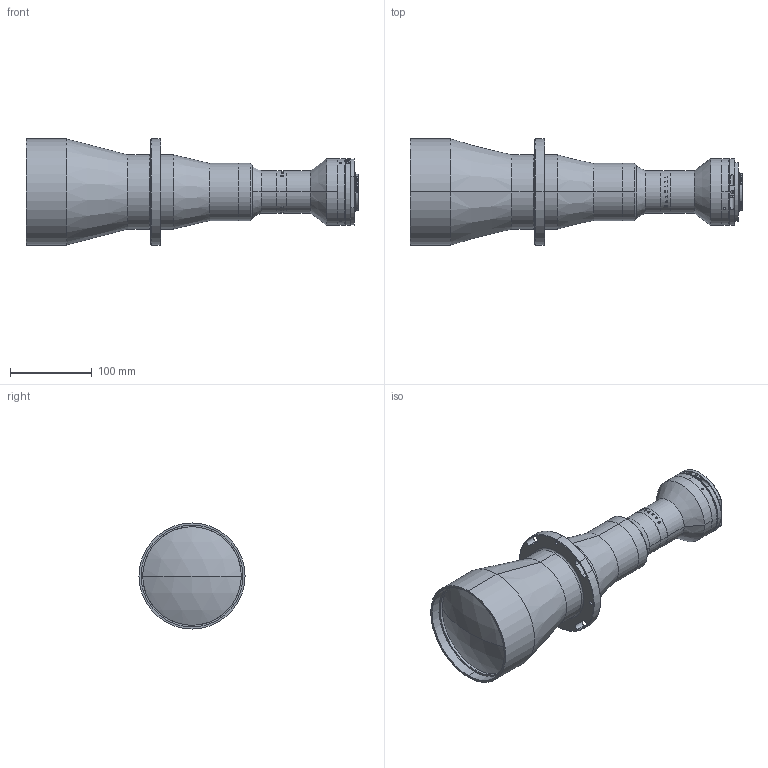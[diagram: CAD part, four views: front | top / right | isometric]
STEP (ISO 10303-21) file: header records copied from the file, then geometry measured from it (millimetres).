
FILE_DESCRIPTION (( 'STEP AP203' ), '1' );
FILE_NAME ('XF-PTL11032-F.STEP', '2019-07-22T07:14:01', ( 'lawlynn' ), ( '' ), 'SwSTEP 2.0', 'SolidWorks 2014', '' );
FILE_SCHEMA (( 'CONFIG_CONTROL_DESIGN' ));
Length unit declared in the file: millimetre
Products named in the file (1): XF-PTL11032-F
Bounding box: 407.16 x 130 x 130 mm (x, y, z)
Surface area: 174963.1 mm2 (no closed solid volume)
Topology: 0 solids, 40 shells, 224 faces, 1128 edges, 940 vertices
Faces by surface type: cylinder 114, plane 70, cone 26, torus 10, sphere 4
Entity records: 17397 total; most frequent: CARTESIAN_POINT 8769, DIRECTION 1711, ORIENTED_EDGE 1541, EDGE_CURVE 1126, VERTEX_POINT 940, AXIS2_PLACEMENT_3D 668, CIRCLE 443, VECTOR 375
